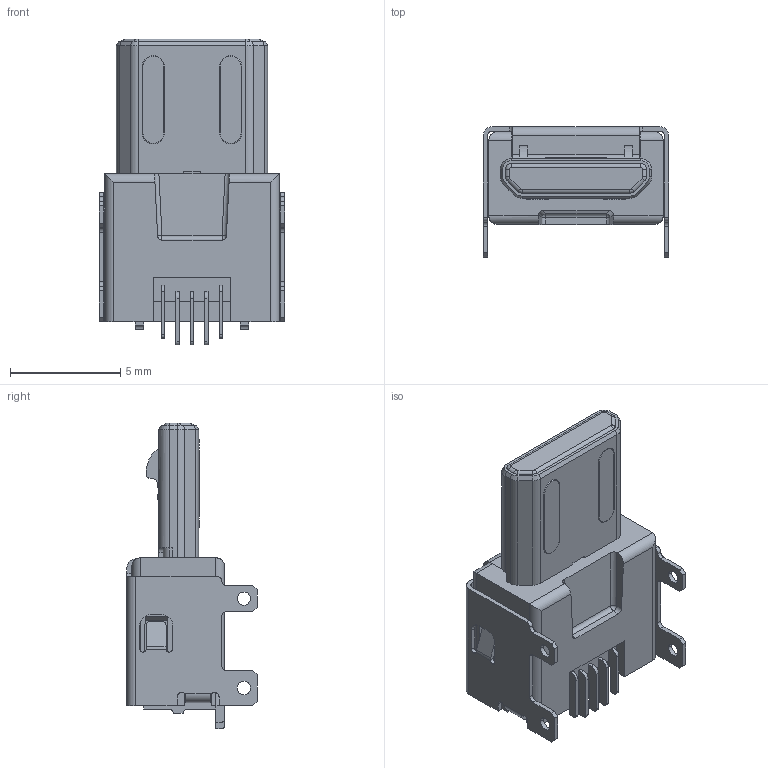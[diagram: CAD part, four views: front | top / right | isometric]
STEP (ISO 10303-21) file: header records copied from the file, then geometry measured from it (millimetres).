
FILE_DESCRIPTION(('OneSpaceDesigner STEP Export'),'2;1');
FILE_NAME('ZX60-B-5S.stp','2008-07-29T14:35:56',(''),(''),'OneSpace Designer STEP processor for AP214 (Solid Model)','OneSpace Modeling 15.00A 14-Mar-2007 (C) CoCreate Software GmbH','');
FILE_SCHEMA(('AUTOMOTIVE_DESIGN { 1 0 10303 214 1 1 1 1 }'));
Length unit declared in the file: millimetre
Products named in the file (1): ZX60-B-5S
Bounding box: 8.4 x 5.9 x 13.85 mm (x, y, z)
Volume: 286.2 mm3; surface area: 589.9 mm2
Topology: 1 solids, 1 shells, 378 faces, 1083 edges, 712 vertices
Faces by surface type: plane 221, cylinder 121, torus 20, bspline 8, cone 6, sphere 2
Entity records: 13232 total; most frequent: CARTESIAN_POINT 3376, ORIENTED_EDGE 2162, DIRECTION 1954, EDGE_CURVE 1081, VECTOR 716, LINE 716, VERTEX_POINT 712, AXIS2_PLACEMENT_3D 619
